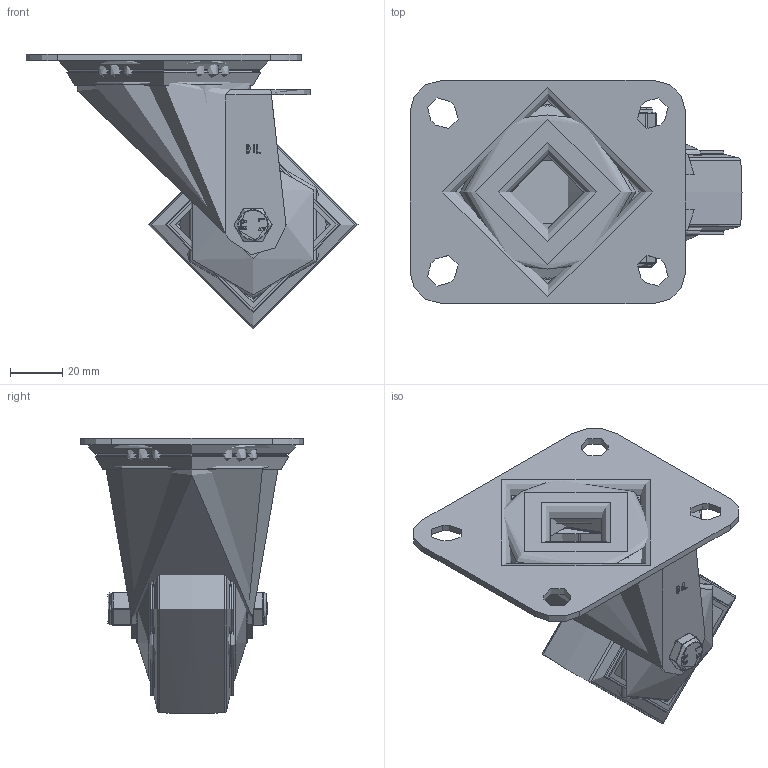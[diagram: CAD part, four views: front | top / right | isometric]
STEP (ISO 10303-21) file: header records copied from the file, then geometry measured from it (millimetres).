
FILE_DESCRIPTION(/* description */ (''),/* implementation_level */ '2;1');
FILE_NAME(/* name */ 'BZMM80STPRBJ - 2.step',/* time_stamp */ '2024-06-27T12:58:07+01:00',/* author */ (''),/* organization */ (''),/* preprocessor_version */ 'ST-DEVELOPER v20',/* originating_system */ 'Autodesk Translation Framework v13.14.0.145',/* authorisation */ '');
FILE_SCHEMA (('AUTOMOTIVE_DESIGN { 1 0 10303 214 3 1 1 }'));
Length unit declared in the file: millimetre
Products named in the file (28): BZMM80STPRBJ; BZMM80WSTPRBJM8 v1; 65 SHORE A THERMOPLASTIC RUBBER TYRE; POLYPROPYLENE RIM; BEARING 6202; METAL; METAL2; Pattern; Component1 (1); MIDDLE; RUBBER; RUBBER2; CAP; CAP Geometry; CAP2; BZMM80AS - 2 - 42 v1; ZINC PLATED, PRESSED STEEL TOP PLATE 1 (1); ZINC PLATED, PRESSED STEEL TOP PLATE 1 Geometry (1); BALL BEARINGS (1); Component1 (2); BEARING SEAL (1); ZINC PLATED, PRESSED STEEL FORKS (1); HEXBOLTM8X55Z8.8 v2; GRADE 8.8 ZINC PLATED BOLT; NYLOCM8Z v1; NYLOC NUT; NUT; RUBBER (1)
Assembly tree (57 placements, depth 5):
  BZMM80STPRBJ
    BZMM80WSTPRBJM8 v1
      65 SHORE A THERMOPLASTIC RUBBER TYRE
      POLYPROPYLENE RIM
      BEARING 6202
        METAL
        METAL2
        Pattern
          Component1 (1)  x8
        MIDDLE
        RUBBER
        RUBBER2
      CAP
        CAP Geometry
        CAP2
    BZMM80AS - 2 - 42 v1
      ZINC PLATED, PRESSED STEEL TOP PLATE 1 (1)
        ZINC PLATED, PRESSED STEEL TOP PLATE 1 Geometry (1)
        BALL BEARINGS (1)
          Component1 (2)  x24
      BEARING SEAL (1)
      ZINC PLATED, PRESSED STEEL FORKS (1)
    HEXBOLTM8X55Z8.8 v2
      GRADE 8.8 ZINC PLATED BOLT
    NYLOCM8Z v1
      NYLOC NUT
        NUT
        RUBBER (1)
Bounding box: 126.5 x 85 x 104.95 mm (x, y, z)
Volume: 159763.7 mm3; surface area: 118629 mm2
Topology: 47 solids, 47 shells, 774 faces, 1885 edges, 1220 vertices
Faces by surface type: plane 269, cylinder 199, bspline 179, sphere 72, torus 38, cone 17
Full cylindrical faces by diameter (mm): 0.664 x2, 6.446 x7, 7.866 x13, 8 x3, 8.2 x2, 8.5 x2, 8.6 x2, 11.5 x1, 12.1 x1, 15 x3, 18 x1, 19.8 x2, 20 x4, 22.5 x2, 23 x2, 25.5 x2, 27.5 x1, 30 x4, 30.5 x2, 31 x4, 31.5 x1, 32 x1, 32.5 x2, 34.5 x2, 35 x2, 36.5 x2, 39 x2, 40.5 x2, 43 x2, 48 x2
Entity records: 30006 total; most frequent: CARTESIAN_POINT 12625, ORIENTED_EDGE 3542, DIRECTION 3122, EDGE_CURVE 1771, AXIS2_PLACEMENT_3D 1188, VERTEX_POINT 1160, EDGE_LOOP 899, LINE 746
